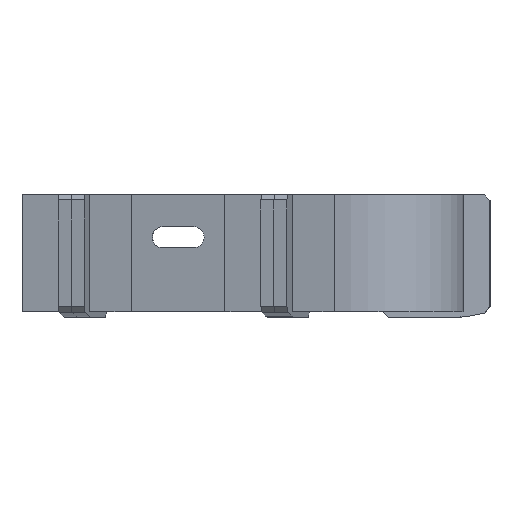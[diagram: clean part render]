
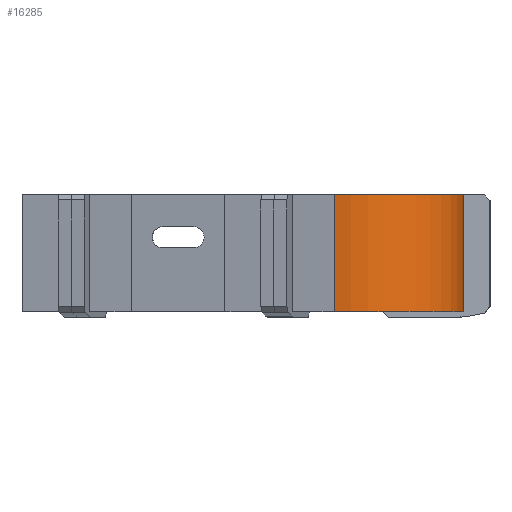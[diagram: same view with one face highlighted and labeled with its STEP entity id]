
A CAD part, left-side view. The second image highlights one B-rep face of the part: STEP entity #16285.
In plain terms, the highlighted cylindrical face has radius 20 mm (diameter 40 mm), a partial arc.
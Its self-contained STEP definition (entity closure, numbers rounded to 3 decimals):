
#16285 = ADVANCED_FACE('',(#16286),#16301,.T.);
#16286 = FACE_BOUND('',#16287,.F.);
#16287 = EDGE_LOOP('',(#16288,#16324,#16352,#16381));
#16288 = ORIENTED_EDGE('',*,*,#16289,.T.);
#16289 = EDGE_CURVE('',#16290,#16292,#16294,.T.);
#16290 = VERTEX_POINT('',#16291);
#16291 = CARTESIAN_POINT('',(0.,0.,0.));
#16292 = VERTEX_POINT('',#16293);
#16293 = CARTESIAN_POINT('',(-19.563,24.158,0.));
#16294 = SURFACE_CURVE('',#16295,(#16300,#16312),.PCURVE_S1.);
#16295 = CIRCLE('',#16296,20.);
#16296 = AXIS2_PLACEMENT_3D('',#16297,#16298,#16299);
#16297 = CARTESIAN_POINT('',(0.,20.,0.));
#16298 = DIRECTION('',(0.,0.,-1.));
#16299 = DIRECTION('',(0.,-1.,0.));
#16300 = PCURVE('',#16301,#16306);
#16301 = CYLINDRICAL_SURFACE('',#16302,20.);
#16302 = AXIS2_PLACEMENT_3D('',#16303,#16304,#16305);
#16303 = CARTESIAN_POINT('',(0.,20.,0.));
#16304 = DIRECTION('',(-0.,-0.,1.));
#16305 = DIRECTION('',(0.,-1.,0.));
#16306 = DEFINITIONAL_REPRESENTATION('',(#16307),#16311);
#16307 = LINE('',#16308,#16309);
#16308 = CARTESIAN_POINT('',(-0.,0.));
#16309 = VECTOR('',#16310,1.);
#16310 = DIRECTION('',(-1.,0.));
#16311 = ( GEOMETRIC_REPRESENTATION_CONTEXT(2) 
PARAMETRIC_REPRESENTATION_CONTEXT() REPRESENTATION_CONTEXT('2D SPACE',''
  ) );
#16312 = PCURVE('',#16313,#16318);
#16313 = PLANE('',#16314);
#16314 = AXIS2_PLACEMENT_3D('',#16315,#16316,#16317);
#16315 = CARTESIAN_POINT('',(0.,20.,0.));
#16316 = DIRECTION('',(0.,0.,-1.));
#16317 = DIRECTION('',(0.,-1.,0.));
#16318 = DEFINITIONAL_REPRESENTATION('',(#16319),#16323);
#16319 = CIRCLE('',#16320,20.);
#16320 = AXIS2_PLACEMENT_2D('',#16321,#16322);
#16321 = CARTESIAN_POINT('',(0.,0.));
#16322 = DIRECTION('',(1.,-0.));
#16323 = ( GEOMETRIC_REPRESENTATION_CONTEXT(2) 
PARAMETRIC_REPRESENTATION_CONTEXT() REPRESENTATION_CONTEXT('2D SPACE',''
  ) );
#16324 = ORIENTED_EDGE('',*,*,#16325,.T.);
#16325 = EDGE_CURVE('',#16292,#16326,#16328,.T.);
#16326 = VERTEX_POINT('',#16327);
#16327 = CARTESIAN_POINT('',(-19.563,24.158,22.));
#16328 = SURFACE_CURVE('',#16329,(#16333,#16340),.PCURVE_S1.);
#16329 = LINE('',#16330,#16331);
#16330 = CARTESIAN_POINT('',(-19.563,24.158,0.));
#16331 = VECTOR('',#16332,1.);
#16332 = DIRECTION('',(0.,0.,1.));
#16333 = PCURVE('',#16301,#16334);
#16334 = DEFINITIONAL_REPRESENTATION('',(#16335),#16339);
#16335 = LINE('',#16336,#16337);
#16336 = CARTESIAN_POINT('',(-1.78,0.));
#16337 = VECTOR('',#16338,1.);
#16338 = DIRECTION('',(-0.,1.));
#16339 = ( GEOMETRIC_REPRESENTATION_CONTEXT(2) 
PARAMETRIC_REPRESENTATION_CONTEXT() REPRESENTATION_CONTEXT('2D SPACE',''
  ) );
#16340 = PCURVE('',#16341,#16346);
#16341 = PLANE('',#16342);
#16342 = AXIS2_PLACEMENT_3D('',#16343,#16344,#16345);
#16343 = CARTESIAN_POINT('',(-15.492,23.293,
    7.662));
#16344 = DIRECTION('',(0.208,0.978,0.));
#16345 = DIRECTION('',(0.,0.,1.));
#16346 = DEFINITIONAL_REPRESENTATION('',(#16347),#16351);
#16347 = LINE('',#16348,#16349);
#16348 = CARTESIAN_POINT('',(-7.662,-4.162));
#16349 = VECTOR('',#16350,1.);
#16350 = DIRECTION('',(1.,0.));
#16351 = ( GEOMETRIC_REPRESENTATION_CONTEXT(2) 
PARAMETRIC_REPRESENTATION_CONTEXT() REPRESENTATION_CONTEXT('2D SPACE',''
  ) );
#16352 = ORIENTED_EDGE('',*,*,#16353,.F.);
#16353 = EDGE_CURVE('',#16354,#16326,#16356,.T.);
#16354 = VERTEX_POINT('',#16355);
#16355 = CARTESIAN_POINT('',(0.,0.,22.));
#16356 = SURFACE_CURVE('',#16357,(#16362,#16369),.PCURVE_S1.);
#16357 = CIRCLE('',#16358,20.);
#16358 = AXIS2_PLACEMENT_3D('',#16359,#16360,#16361);
#16359 = CARTESIAN_POINT('',(0.,20.,22.));
#16360 = DIRECTION('',(0.,0.,-1.));
#16361 = DIRECTION('',(0.,-1.,0.));
#16362 = PCURVE('',#16301,#16363);
#16363 = DEFINITIONAL_REPRESENTATION('',(#16364),#16368);
#16364 = LINE('',#16365,#16366);
#16365 = CARTESIAN_POINT('',(-0.,22.));
#16366 = VECTOR('',#16367,1.);
#16367 = DIRECTION('',(-1.,0.));
#16368 = ( GEOMETRIC_REPRESENTATION_CONTEXT(2) 
PARAMETRIC_REPRESENTATION_CONTEXT() REPRESENTATION_CONTEXT('2D SPACE',''
  ) );
#16369 = PCURVE('',#16370,#16375);
#16370 = PLANE('',#16371);
#16371 = AXIS2_PLACEMENT_3D('',#16372,#16373,#16374);
#16372 = CARTESIAN_POINT('',(0.,20.,22.));
#16373 = DIRECTION('',(0.,0.,-1.));
#16374 = DIRECTION('',(0.,-1.,0.));
#16375 = DEFINITIONAL_REPRESENTATION('',(#16376),#16380);
#16376 = CIRCLE('',#16377,20.);
#16377 = AXIS2_PLACEMENT_2D('',#16378,#16379);
#16378 = CARTESIAN_POINT('',(0.,0.));
#16379 = DIRECTION('',(1.,0.));
#16380 = ( GEOMETRIC_REPRESENTATION_CONTEXT(2) 
PARAMETRIC_REPRESENTATION_CONTEXT() REPRESENTATION_CONTEXT('2D SPACE',''
  ) );
#16381 = ORIENTED_EDGE('',*,*,#16382,.F.);
#16382 = EDGE_CURVE('',#16290,#16354,#16383,.T.);
#16383 = SURFACE_CURVE('',#16384,(#16388,#16395),.PCURVE_S1.);
#16384 = LINE('',#16385,#16386);
#16385 = CARTESIAN_POINT('',(0.,0.,0.));
#16386 = VECTOR('',#16387,1.);
#16387 = DIRECTION('',(0.,0.,1.));
#16388 = PCURVE('',#16301,#16389);
#16389 = DEFINITIONAL_REPRESENTATION('',(#16390),#16394);
#16390 = LINE('',#16391,#16392);
#16391 = CARTESIAN_POINT('',(-0.,0.));
#16392 = VECTOR('',#16393,1.);
#16393 = DIRECTION('',(-0.,1.));
#16394 = ( GEOMETRIC_REPRESENTATION_CONTEXT(2) 
PARAMETRIC_REPRESENTATION_CONTEXT() REPRESENTATION_CONTEXT('2D SPACE',''
  ) );
#16395 = PCURVE('',#16396,#16401);
#16396 = PLANE('',#16397);
#16397 = AXIS2_PLACEMENT_3D('',#16398,#16399,#16400);
#16398 = CARTESIAN_POINT('',(0.,4.162,7.662));
#16399 = DIRECTION('',(-1.,0.,0.));
#16400 = DIRECTION('',(0.,0.,1.));
#16401 = DEFINITIONAL_REPRESENTATION('',(#16402),#16406);
#16402 = LINE('',#16403,#16404);
#16403 = CARTESIAN_POINT('',(-7.662,-4.162));
#16404 = VECTOR('',#16405,1.);
#16405 = DIRECTION('',(1.,0.));
#16406 = ( GEOMETRIC_REPRESENTATION_CONTEXT(2) 
PARAMETRIC_REPRESENTATION_CONTEXT() REPRESENTATION_CONTEXT('2D SPACE',''
  ) );
